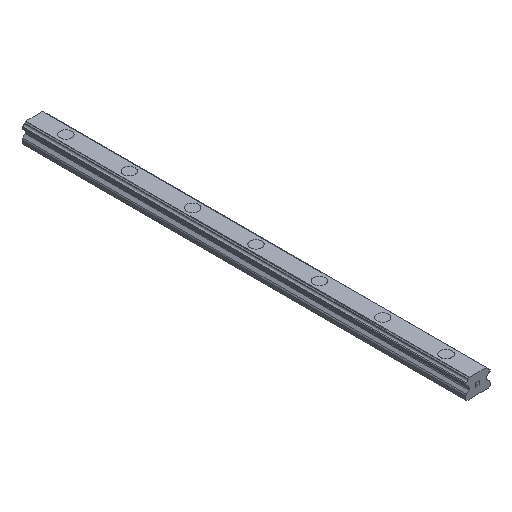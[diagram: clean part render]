
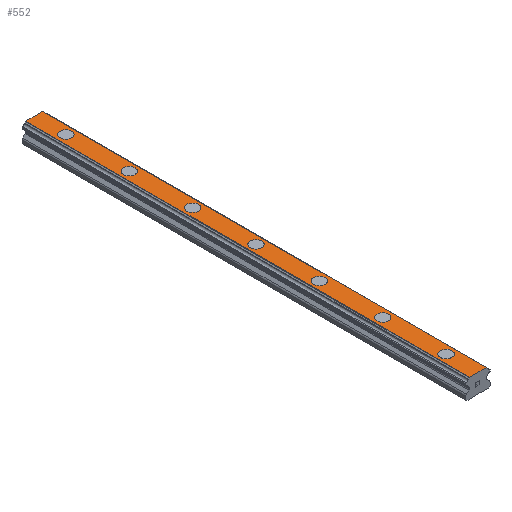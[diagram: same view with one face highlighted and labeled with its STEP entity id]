
A CAD part, isometric view. The second image highlights one B-rep face of the part: STEP entity #552.
In plain terms, the highlighted planar face has unit normal (0, 0, 1).
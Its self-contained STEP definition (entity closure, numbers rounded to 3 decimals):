
#552=ADVANCED_FACE('',(#1128,#1129,#1130,#1131,#1132,#1133,#1134,#1135),#1136,.T.);
#1128=FACE_BOUND('',#1721,.T.);
#1129=FACE_BOUND('',#1722,.T.);
#1130=FACE_BOUND('',#1723,.T.);
#1131=FACE_BOUND('',#1724,.T.);
#1132=FACE_BOUND('',#1725,.T.);
#1133=FACE_BOUND('',#1726,.T.);
#1134=FACE_BOUND('',#1727,.T.);
#1135=FACE_OUTER_BOUND('',#1728,.T.);
#1136=PLANE('',#1729);
#1721=EDGE_LOOP('',(#3365,#3366));
#1722=EDGE_LOOP('',(#3367,#3368));
#1723=EDGE_LOOP('',(#3369,#3370));
#1724=EDGE_LOOP('',(#3371,#3372));
#1725=EDGE_LOOP('',(#3373,#3374));
#1726=EDGE_LOOP('',(#3375,#3376));
#1727=EDGE_LOOP('',(#3377,#3378));
#1728=EDGE_LOOP('',(#3379,#3380,#3381,#3382));
#1729=AXIS2_PLACEMENT_3D('',#3383,#3384,#3385);
#3365=ORIENTED_EDGE('',*,*,#3655,.T.);
#3366=ORIENTED_EDGE('',*,*,#4058,.T.);
#3367=ORIENTED_EDGE('',*,*,#3641,.T.);
#3368=ORIENTED_EDGE('',*,*,#4090,.T.);
#3369=ORIENTED_EDGE('',*,*,#3627,.T.);
#3370=ORIENTED_EDGE('',*,*,#4105,.T.);
#3371=ORIENTED_EDGE('',*,*,#3613,.T.);
#3372=ORIENTED_EDGE('',*,*,#4120,.T.);
#3373=ORIENTED_EDGE('',*,*,#3599,.T.);
#3374=ORIENTED_EDGE('',*,*,#4135,.T.);
#3375=ORIENTED_EDGE('',*,*,#3585,.T.);
#3376=ORIENTED_EDGE('',*,*,#4150,.T.);
#3377=ORIENTED_EDGE('',*,*,#3571,.T.);
#3378=ORIENTED_EDGE('',*,*,#4165,.T.);
#3379=ORIENTED_EDGE('',*,*,#4037,.T.);
#3380=ORIENTED_EDGE('',*,*,#4218,.F.);
#3381=ORIENTED_EDGE('',*,*,#3911,.T.);
#3382=ORIENTED_EDGE('',*,*,#4216,.T.);
#3383=CARTESIAN_POINT('',(0.,420.0,18.));
#3384=DIRECTION('',(0.0,0.0,1.0));
#3385=DIRECTION('',(-1.0,0.0,0.0));
#3571=EDGE_CURVE('',#4278,#4275,#4279,.T.);
#3585=EDGE_CURVE('',#4304,#4301,#4305,.T.);
#3599=EDGE_CURVE('',#4330,#4327,#4331,.T.);
#3613=EDGE_CURVE('',#4356,#4353,#4357,.T.);
#3627=EDGE_CURVE('',#4382,#4379,#4383,.T.);
#3641=EDGE_CURVE('',#4408,#4405,#4409,.T.);
#3655=EDGE_CURVE('',#4434,#4431,#4435,.T.);
#3911=EDGE_CURVE('',#4818,#4816,#4819,.T.);
#4037=EDGE_CURVE('',#5025,#5023,#5026,.T.);
#4058=EDGE_CURVE('',#4431,#4434,#5065,.T.);
#4090=EDGE_CURVE('',#4405,#4408,#5107,.T.);
#4105=EDGE_CURVE('',#4379,#4382,#5125,.T.);
#4120=EDGE_CURVE('',#4353,#4356,#5143,.T.);
#4135=EDGE_CURVE('',#4327,#4330,#5161,.T.);
#4150=EDGE_CURVE('',#4301,#4304,#5179,.T.);
#4165=EDGE_CURVE('',#4275,#4278,#5197,.T.);
#4216=EDGE_CURVE('',#4816,#5025,#5251,.T.);
#4218=EDGE_CURVE('',#4818,#5023,#5253,.T.);
#4275=VERTEX_POINT('',#5312);
#4278=VERTEX_POINT('',#5316);
#4279=CIRCLE('',#5317,5.5);
#4301=VERTEX_POINT('',#5342);
#4304=VERTEX_POINT('',#5346);
#4305=CIRCLE('',#5347,5.5);
#4327=VERTEX_POINT('',#5372);
#4330=VERTEX_POINT('',#5376);
#4331=CIRCLE('',#5377,5.5);
#4353=VERTEX_POINT('',#5402);
#4356=VERTEX_POINT('',#5406);
#4357=CIRCLE('',#5407,5.5);
#4379=VERTEX_POINT('',#5432);
#4382=VERTEX_POINT('',#5436);
#4383=CIRCLE('',#5437,5.5);
#4405=VERTEX_POINT('',#5462);
#4408=VERTEX_POINT('',#5466);
#4409=CIRCLE('',#5467,5.5);
#4431=VERTEX_POINT('',#5492);
#4434=VERTEX_POINT('',#5496);
#4435=CIRCLE('',#5497,5.5);
#4816=VERTEX_POINT('',#6018);
#4818=VERTEX_POINT('',#6020);
#4819=LINE('',#6021,#6022);
#5023=VERTEX_POINT('',#6307);
#5025=VERTEX_POINT('',#6309);
#5026=LINE('',#6310,#6311);
#5065=CIRCLE('',#6359,5.5);
#5107=CIRCLE('',#6413,5.5);
#5125=CIRCLE('',#6434,5.5);
#5143=CIRCLE('',#6455,5.5);
#5161=CIRCLE('',#6476,5.5);
#5179=CIRCLE('',#6497,5.5);
#5197=CIRCLE('',#6518,5.5);
#5251=LINE('',#6593,#6594);
#5253=LINE('',#6596,#6597);
#5312=CARTESIAN_POINT('',(5.5,30.0,18.));
#5316=CARTESIAN_POINT('',(-5.5,30.0,18.));
#5317=AXIS2_PLACEMENT_3D('',#6675,#6676,#6677);
#5342=CARTESIAN_POINT('',(5.5,90.0,18.));
#5346=CARTESIAN_POINT('',(-5.5,90.0,18.));
#5347=AXIS2_PLACEMENT_3D('',#6703,#6704,#6705);
#5372=CARTESIAN_POINT('',(5.5,150.0,18.));
#5376=CARTESIAN_POINT('',(-5.5,150.0,18.));
#5377=AXIS2_PLACEMENT_3D('',#6731,#6732,#6733);
#5402=CARTESIAN_POINT('',(5.5,210.0,18.));
#5406=CARTESIAN_POINT('',(-5.5,210.0,18.));
#5407=AXIS2_PLACEMENT_3D('',#6759,#6760,#6761);
#5432=CARTESIAN_POINT('',(5.5,270.0,18.));
#5436=CARTESIAN_POINT('',(-5.5,270.0,18.));
#5437=AXIS2_PLACEMENT_3D('',#6787,#6788,#6789);
#5462=CARTESIAN_POINT('',(5.5,330.0,18.));
#5466=CARTESIAN_POINT('',(-5.5,330.0,18.));
#5467=AXIS2_PLACEMENT_3D('',#6815,#6816,#6817);
#5492=CARTESIAN_POINT('',(5.5,390.0,18.));
#5496=CARTESIAN_POINT('',(-5.5,390.0,18.));
#5497=AXIS2_PLACEMENT_3D('',#6843,#6844,#6845);
#6018=CARTESIAN_POINT('',(-7.959,420.0,18.));
#6020=CARTESIAN_POINT('',(7.959,420.0,18.));
#6021=CARTESIAN_POINT('',(7.959,420.0,18.));
#6022=VECTOR('',#7124,1.0);
#6307=CARTESIAN_POINT('',(7.959,0.0,18.));
#6309=CARTESIAN_POINT('',(-7.959,0.0,18.));
#6310=CARTESIAN_POINT('',(7.959,0.0,18.));
#6311=VECTOR('',#7266,1.0);
#6359=AXIS2_PLACEMENT_3D('',#7306,#7307,#7308);
#6413=AXIS2_PLACEMENT_3D('',#7357,#7358,#7359);
#6434=AXIS2_PLACEMENT_3D('',#7378,#7379,#7380);
#6455=AXIS2_PLACEMENT_3D('',#7399,#7400,#7401);
#6476=AXIS2_PLACEMENT_3D('',#7420,#7421,#7422);
#6497=AXIS2_PLACEMENT_3D('',#7441,#7442,#7443);
#6518=AXIS2_PLACEMENT_3D('',#7462,#7463,#7464);
#6593=CARTESIAN_POINT('',(-7.959,420.0,18.));
#6594=VECTOR('',#7501,1.0);
#6596=CARTESIAN_POINT('',(7.959,420.0,18.));
#6597=VECTOR('',#7502,1.0);
#6675=CARTESIAN_POINT('',(0.0,30.0,18.));
#6676=DIRECTION('',(0.0,0.0,-1.0));
#6677=DIRECTION('',(1.0,0.0,0.0));
#6703=CARTESIAN_POINT('',(0.0,90.0,18.));
#6704=DIRECTION('',(0.0,0.0,-1.0));
#6705=DIRECTION('',(1.0,0.0,0.0));
#6731=CARTESIAN_POINT('',(0.0,150.0,18.));
#6732=DIRECTION('',(0.0,0.0,-1.0));
#6733=DIRECTION('',(1.0,0.0,0.0));
#6759=CARTESIAN_POINT('',(0.0,210.0,18.));
#6760=DIRECTION('',(0.0,0.0,-1.0));
#6761=DIRECTION('',(1.0,0.0,0.0));
#6787=CARTESIAN_POINT('',(0.0,270.0,18.));
#6788=DIRECTION('',(0.0,0.0,-1.0));
#6789=DIRECTION('',(1.0,0.0,0.0));
#6815=CARTESIAN_POINT('',(0.0,330.0,18.));
#6816=DIRECTION('',(0.0,0.0,-1.0));
#6817=DIRECTION('',(1.0,0.0,0.0));
#6843=CARTESIAN_POINT('',(0.0,390.0,18.));
#6844=DIRECTION('',(0.0,0.0,-1.0));
#6845=DIRECTION('',(1.0,0.0,0.0));
#7124=DIRECTION('',(-1.0,0.0,0.0));
#7266=DIRECTION('',(1.0,0.0,0.0));
#7306=CARTESIAN_POINT('',(0.0,390.0,18.));
#7307=DIRECTION('',(0.0,0.0,-1.0));
#7308=DIRECTION('',(1.0,0.0,0.0));
#7357=CARTESIAN_POINT('',(0.0,330.0,18.));
#7358=DIRECTION('',(0.0,0.0,-1.0));
#7359=DIRECTION('',(1.0,0.0,0.0));
#7378=CARTESIAN_POINT('',(0.0,270.0,18.));
#7379=DIRECTION('',(0.0,0.0,-1.0));
#7380=DIRECTION('',(1.0,0.0,0.0));
#7399=CARTESIAN_POINT('',(0.0,210.0,18.));
#7400=DIRECTION('',(0.0,0.0,-1.0));
#7401=DIRECTION('',(1.0,0.0,0.0));
#7420=CARTESIAN_POINT('',(0.0,150.0,18.));
#7421=DIRECTION('',(0.0,0.0,-1.0));
#7422=DIRECTION('',(1.0,0.0,0.0));
#7441=CARTESIAN_POINT('',(0.0,90.0,18.));
#7442=DIRECTION('',(0.0,0.0,-1.0));
#7443=DIRECTION('',(1.0,0.0,0.0));
#7462=CARTESIAN_POINT('',(0.0,30.0,18.));
#7463=DIRECTION('',(0.0,0.0,-1.0));
#7464=DIRECTION('',(1.0,0.0,0.0));
#7501=DIRECTION('',(0.0,-1.0,0.0));
#7502=DIRECTION('',(0.0,-1.0,0.0));
